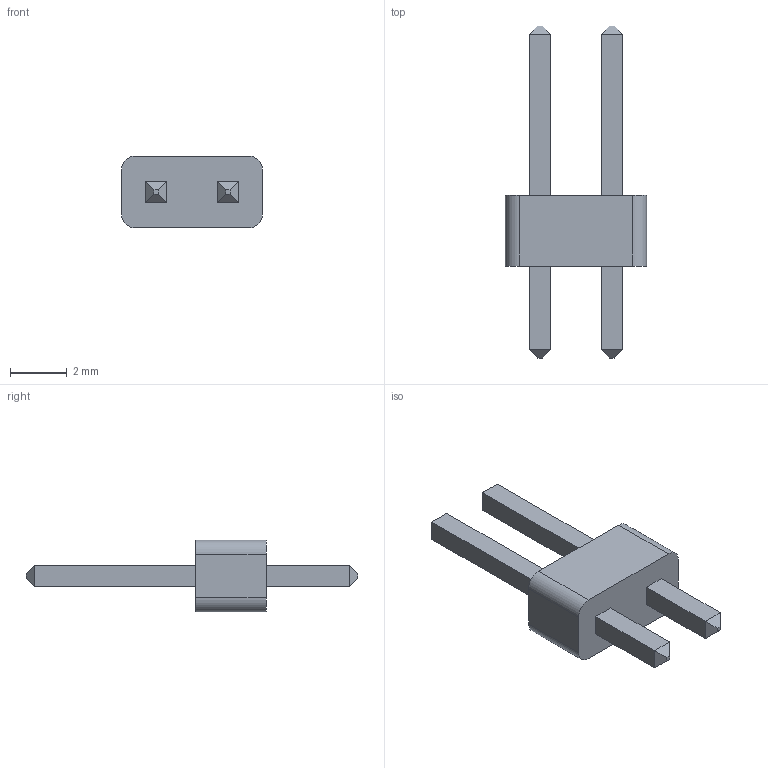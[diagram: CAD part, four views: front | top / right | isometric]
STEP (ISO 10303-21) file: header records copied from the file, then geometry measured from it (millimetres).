
FILE_DESCRIPTION (( 'STEP AP203' ), '1' );
FILE_NAME ('MICRO_2pin_header__02.step', '2019-10-07T21:33:16', ( '' ), ( '' ), 'SwSTEP 2.0', 'SolidWorks 2017', '' );
FILE_SCHEMA (( 'CONFIG_CONTROL_DESIGN' ));
Length unit declared in the file: millimetre
Products named in the file (1): MICRO_2pin_header__02
Bounding box: 5 x 11.75 x 2.54 mm (x, y, z)
Volume: 41.2 mm3; surface area: 113.3 mm2
Topology: 1 solids, 1 shells, 46 faces, 104 edges, 64 vertices
Faces by surface type: plane 42, cylinder 4
Entity records: 1325 total; most frequent: CARTESIAN_POINT 215, ORIENTED_EDGE 208, DIRECTION 206, EDGE_CURVE 104, VECTOR 96, LINE 96, VERTEX_POINT 64, AXIS2_PLACEMENT_3D 55
